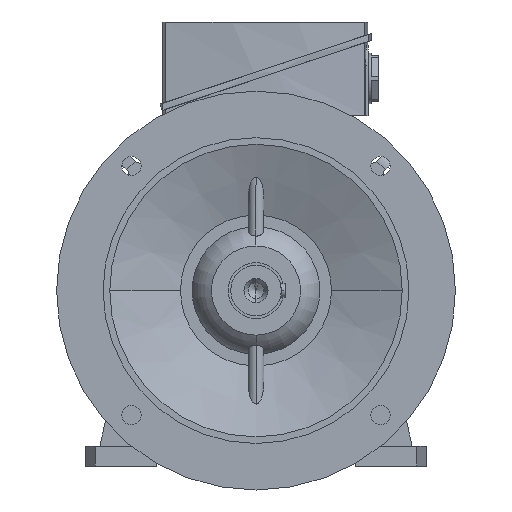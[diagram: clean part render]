
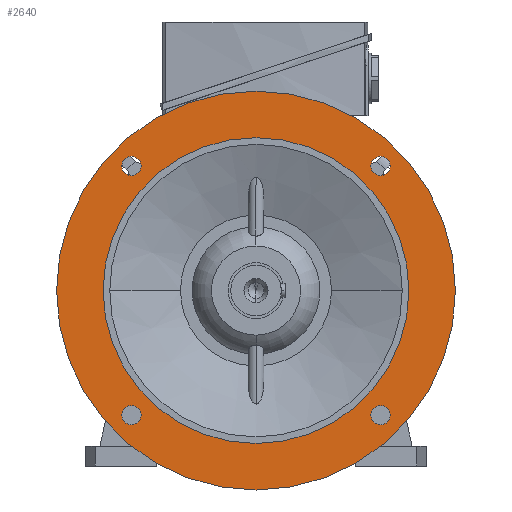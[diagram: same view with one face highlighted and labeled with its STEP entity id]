
A CAD part, left-side view. The second image highlights one B-rep face of the part: STEP entity #2640.
In plain terms, the highlighted planar face has unit normal (-1, 0, 0).
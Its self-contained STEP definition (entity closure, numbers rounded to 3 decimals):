
#2640=ADVANCED_FACE('',(#5316,#5317,#5318,#5319,#5320,#5321),#5322,.T.);
#5316=FACE_BOUND('',#7989,.T.);
#5317=FACE_BOUND('',#7990,.T.);
#5318=FACE_BOUND('',#7991,.T.);
#5319=FACE_BOUND('',#7992,.T.);
#5320=FACE_OUTER_BOUND('',#7993,.T.);
#5321=FACE_BOUND('',#7994,.T.);
#5322=PLANE('',#7995);
#7989=EDGE_LOOP('',(#16460,#16461));
#7990=EDGE_LOOP('',(#16462,#16463));
#7991=EDGE_LOOP('',(#16464,#16465));
#7992=EDGE_LOOP('',(#16466,#16467));
#7993=EDGE_LOOP('',(#16468,#16469));
#7994=EDGE_LOOP('',(#16470,#16471));
#7995=AXIS2_PLACEMENT_3D('',#16472,#16473,#16474);
#16460=ORIENTED_EDGE('',*,*,#19781,.T.);
#16461=ORIENTED_EDGE('',*,*,#16534,.T.);
#16462=ORIENTED_EDGE('',*,*,#19784,.T.);
#16463=ORIENTED_EDGE('',*,*,#16529,.T.);
#16464=ORIENTED_EDGE('',*,*,#19787,.T.);
#16465=ORIENTED_EDGE('',*,*,#16524,.T.);
#16466=ORIENTED_EDGE('',*,*,#19790,.T.);
#16467=ORIENTED_EDGE('',*,*,#16519,.T.);
#16468=ORIENTED_EDGE('',*,*,#16486,.F.);
#16469=ORIENTED_EDGE('',*,*,#19850,.F.);
#16470=ORIENTED_EDGE('',*,*,#16493,.T.);
#16471=ORIENTED_EDGE('',*,*,#19848,.T.);
#16472=CARTESIAN_POINT('',(-50.5,132.5,0.0));
#16473=DIRECTION('',(-1.0,0.0,0.0));
#16474=DIRECTION('',(0.0,-1.0,0.0));
#16486=EDGE_CURVE('',#19854,#19857,#19858,.T.);
#16493=EDGE_CURVE('',#19864,#19868,#19870,.T.);
#16519=EDGE_CURVE('',#19917,#19914,#19918,.T.);
#16524=EDGE_CURVE('',#19926,#19923,#19927,.T.);
#16529=EDGE_CURVE('',#19935,#19932,#19936,.T.);
#16534=EDGE_CURVE('',#19944,#19941,#19945,.T.);
#19781=EDGE_CURVE('',#19941,#19944,#24786,.T.);
#19784=EDGE_CURVE('',#19932,#19935,#24789,.T.);
#19787=EDGE_CURVE('',#19923,#19926,#24792,.T.);
#19790=EDGE_CURVE('',#19914,#19917,#24795,.T.);
#19848=EDGE_CURVE('',#19868,#19864,#24867,.T.);
#19850=EDGE_CURVE('',#19857,#19854,#24869,.T.);
#19854=VERTEX_POINT('',#24873);
#19857=VERTEX_POINT('',#24877);
#19858=CIRCLE('',#24878,150.0);
#19864=VERTEX_POINT('',#24885);
#19868=VERTEX_POINT('',#24890);
#19870=CIRCLE('',#24893,115.0);
#19914=VERTEX_POINT('',#25035);
#19917=VERTEX_POINT('',#25039);
#19918=CIRCLE('',#25040,7.25);
#19923=VERTEX_POINT('',#25046);
#19926=VERTEX_POINT('',#25050);
#19927=CIRCLE('',#25051,7.25);
#19932=VERTEX_POINT('',#25057);
#19935=VERTEX_POINT('',#25061);
#19936=CIRCLE('',#25062,7.25);
#19941=VERTEX_POINT('',#25068);
#19944=VERTEX_POINT('',#25072);
#19945=CIRCLE('',#25073,7.25);
#24786=CIRCLE('',#38745,7.25);
#24789=CIRCLE('',#38748,7.25);
#24792=CIRCLE('',#38751,7.25);
#24795=CIRCLE('',#38754,7.25);
#24867=CIRCLE('',#38900,115.0);
#24869=CIRCLE('',#38902,150.0);
#24873=CARTESIAN_POINT('',(-50.5,150.0,0.0));
#24877=CARTESIAN_POINT('',(-50.5,-150.0,0.));
#24878=AXIS2_PLACEMENT_3D('',#38906,#38907,#38908);
#24885=CARTESIAN_POINT('',(-50.5,115.0,0.0));
#24890=CARTESIAN_POINT('',(-50.5,-115.0,0.));
#24893=AXIS2_PLACEMENT_3D('',#38918,#38919,#38920);
#25035=CARTESIAN_POINT('',(-50.5,-98.818,98.818));
#25039=CARTESIAN_POINT('',(-50.5,-88.565,88.565));
#25040=AXIS2_PLACEMENT_3D('',#38963,#38964,#38965);
#25046=CARTESIAN_POINT('',(-50.5,98.818,98.818));
#25050=CARTESIAN_POINT('',(-50.5,88.565,88.565));
#25051=AXIS2_PLACEMENT_3D('',#38971,#38972,#38973);
#25057=CARTESIAN_POINT('',(-50.5,98.818,-98.818));
#25061=CARTESIAN_POINT('',(-50.5,88.565,-88.565));
#25062=AXIS2_PLACEMENT_3D('',#38979,#38980,#38981);
#25068=CARTESIAN_POINT('',(-50.5,-98.818,-98.818));
#25072=CARTESIAN_POINT('',(-50.5,-88.565,-88.565));
#25073=AXIS2_PLACEMENT_3D('',#38987,#38988,#38989);
#38745=AXIS2_PLACEMENT_3D('',#42001,#42002,#42003);
#38748=AXIS2_PLACEMENT_3D('',#42007,#42008,#42009);
#38751=AXIS2_PLACEMENT_3D('',#42013,#42014,#42015);
#38754=AXIS2_PLACEMENT_3D('',#42019,#42020,#42021);
#38900=AXIS2_PLACEMENT_3D('',#42066,#42067,#42068);
#38902=AXIS2_PLACEMENT_3D('',#42069,#42070,#42071);
#38906=CARTESIAN_POINT('',(-50.5,0.0,0.0));
#38907=DIRECTION('',(1.0,0.0,0.0));
#38908=DIRECTION('',(0.0,1.0,0.0));
#38918=CARTESIAN_POINT('',(-50.5,0.0,0.0));
#38919=DIRECTION('',(1.0,0.0,0.0));
#38920=DIRECTION('',(0.0,1.0,0.0));
#38963=CARTESIAN_POINT('',(-50.5,-93.692,93.692));
#38964=DIRECTION('',(1.0,0.0,-0.0));
#38965=DIRECTION('',(0.0,-0.707,0.707));
#38971=CARTESIAN_POINT('',(-50.5,93.692,93.692));
#38972=DIRECTION('',(1.0,0.0,-0.0));
#38973=DIRECTION('',(0.0,0.707,0.707));
#38979=CARTESIAN_POINT('',(-50.5,93.692,-93.692));
#38980=DIRECTION('',(1.0,-0.0,0.0));
#38981=DIRECTION('',(0.0,0.707,-0.707));
#38987=CARTESIAN_POINT('',(-50.5,-93.692,-93.692));
#38988=DIRECTION('',(1.0,0.0,0.0));
#38989=DIRECTION('',(0.0,-0.707,-0.707));
#42001=CARTESIAN_POINT('',(-50.5,-93.692,-93.692));
#42002=DIRECTION('',(1.0,0.0,0.0));
#42003=DIRECTION('',(0.0,-0.707,-0.707));
#42007=CARTESIAN_POINT('',(-50.5,93.692,-93.692));
#42008=DIRECTION('',(1.0,-0.0,0.0));
#42009=DIRECTION('',(0.0,0.707,-0.707));
#42013=CARTESIAN_POINT('',(-50.5,93.692,93.692));
#42014=DIRECTION('',(1.0,0.0,-0.0));
#42015=DIRECTION('',(0.0,0.707,0.707));
#42019=CARTESIAN_POINT('',(-50.5,-93.692,93.692));
#42020=DIRECTION('',(1.0,0.0,-0.0));
#42021=DIRECTION('',(0.0,-0.707,0.707));
#42066=CARTESIAN_POINT('',(-50.5,0.0,0.0));
#42067=DIRECTION('',(1.0,0.0,0.0));
#42068=DIRECTION('',(0.0,1.0,0.0));
#42069=CARTESIAN_POINT('',(-50.5,0.0,0.0));
#42070=DIRECTION('',(1.0,0.0,0.0));
#42071=DIRECTION('',(0.0,1.0,0.0));
